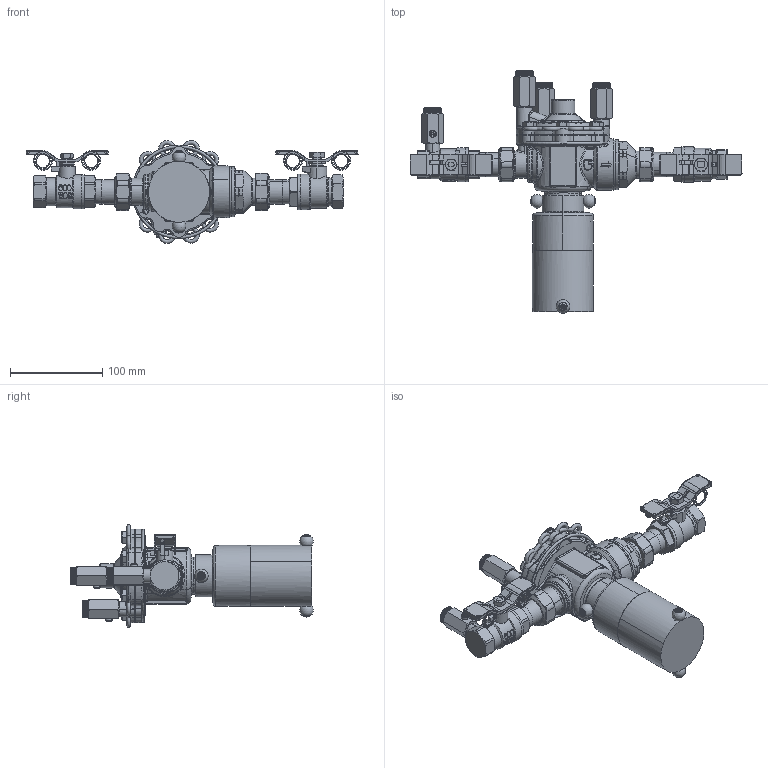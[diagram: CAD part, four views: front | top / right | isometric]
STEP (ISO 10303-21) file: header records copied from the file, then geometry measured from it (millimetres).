
FILE_DESCRIPTION((''),'2;1');
FILE_NAME('574050A_ALLCATPART_SW0001','2017-07-12T',('sparenzan'),(''),'CREO PARAMETRIC BY PTC INC, 2016050','CREO PARAMETRIC BY PTC INC, 2016050','');
FILE_SCHEMA(('CONFIG_CONTROL_DESIGN'));
Products named in the file (1): 574050A_ALLCATPART_SW0001
Bounding box: 360.25 x 263.04 x 111.78 mm (x, y, z)
Surface area: 222304 mm2 (no closed solid volume)
Topology: 0 solids, 0 shells, 2293 faces, 13342 edges, 13195 vertices
Faces by surface type: bspline 2117, torus 154, sphere 22
Entity records: 248766 total; most frequent: CARTESIAN_POINT 132053, DIRECTION 18186, TRIMMED_CURVE 15478, VECTOR 13122, LINE 13122, DEFINITIONAL_REPRESENTATION 13069, PCURVE 13069, COMPOSITE_CURVE_SEGMENT 13069
